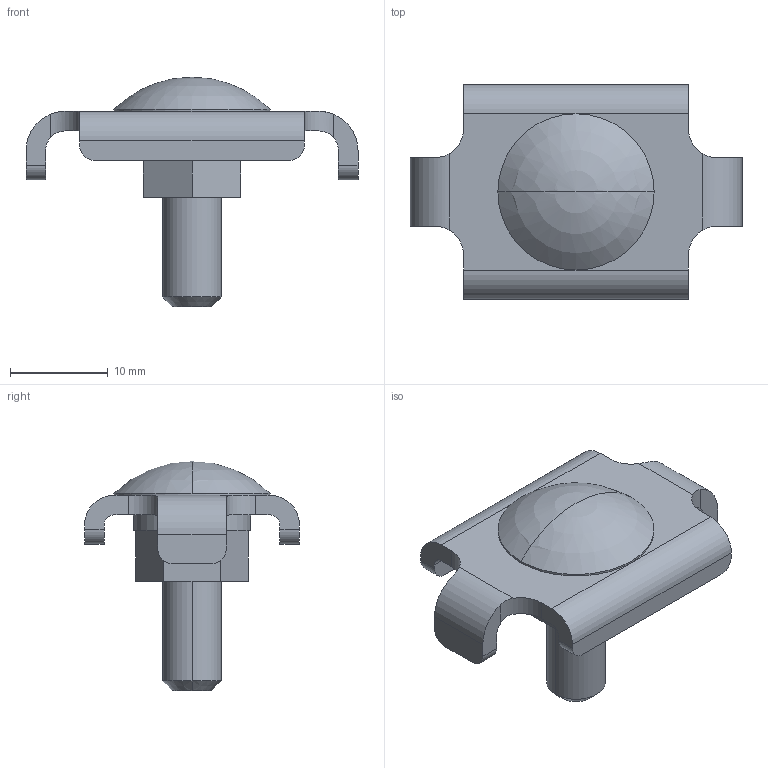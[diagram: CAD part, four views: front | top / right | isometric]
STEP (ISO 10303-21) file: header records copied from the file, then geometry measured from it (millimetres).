
FILE_DESCRIPTION((''),'2;1');
FILE_NAME('6016820_ASM','2012-07-23T',('AndreasKeweloh'),(''),'PRO/ENGINEER BY PARAMETRIC TECHNOLOGY CORPORATION, 2012130','PRO/ENGINEER BY PARAMETRIC TECHNOLOGY CORPORATION, 2012130','');
FILE_SCHEMA(('CONFIG_CONTROL_DESIGN'));
Length unit declared in the file: millimetre
Products named in the file (5): 6016820U-SCHEIBE; 6016820SECHSKANTMUTTER; 6016820SCHRAUBE; 6016820KLEMMSTUECK; 6016820_ASM
Assembly tree (4 placements, depth 2):
  6016820_ASM
    6016820U-SCHEIBE
    6016820SECHSKANTMUTTER
    6016820SCHRAUBE
    6016820KLEMMSTUECK
Bounding box: 34 x 22 x 23.5 mm (x, y, z)
Volume: 2826.8 mm3; surface area: 3154.2 mm2
Topology: 4 solids, 4 shells, 82 faces, 210 edges, 137 vertices
Faces by surface type: plane 48, cylinder 30, sphere 2, cone 2
Entity records: 2721 total; most frequent: CARTESIAN_POINT 562, DIRECTION 444, ORIENTED_EDGE 416, EDGE_CURVE 208, AXIS2_PLACEMENT_3D 157, VERTEX_POINT 137, VECTOR 130, LINE 130
